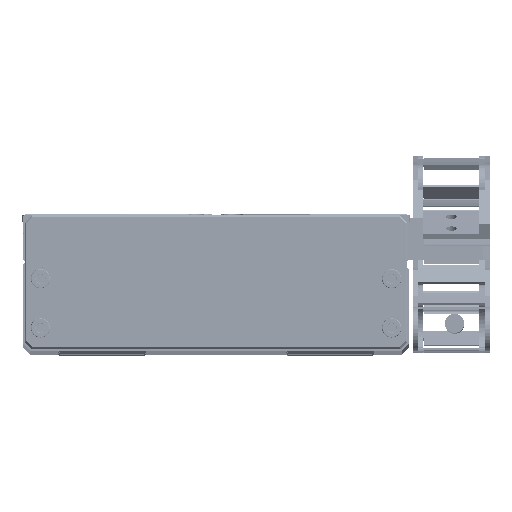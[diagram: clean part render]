
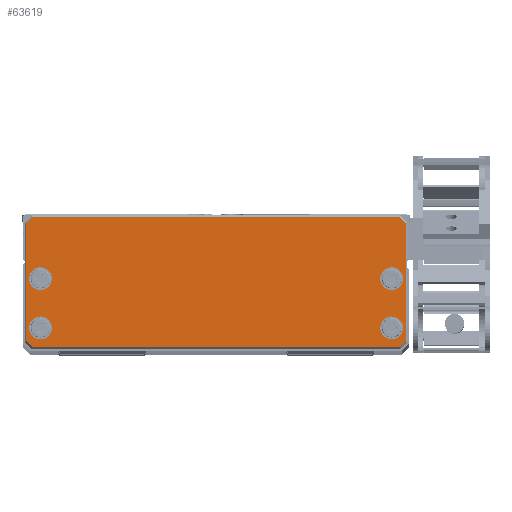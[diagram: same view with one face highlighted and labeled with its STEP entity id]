
A CAD part, top view. The second image highlights one B-rep face of the part: STEP entity #63619.
In plain terms, the highlighted planar face has unit normal (0, 0, 1).
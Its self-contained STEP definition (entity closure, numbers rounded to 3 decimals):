
#1444 = CARTESIAN_POINT ( 'NONE',  ( 0.5, -2.207, 10. ) ) ;
#3206 = AXIS2_PLACEMENT_3D ( 'NONE', #24121, #143676, #10489 ) ;
#4186 = EDGE_CURVE ( 'NONE', #127094, #14783, #40591, .T. ) ;
#5460 = VECTOR ( 'NONE', #79877, 1000. ) ;
#6564 = VECTOR ( 'NONE', #35076, 1000. ) ;
#8876 = ORIENTED_EDGE ( 'NONE', *, *, #11989, .F. ) ;
#9733 = CARTESIAN_POINT ( 'NONE',  ( 101.25, -32., 10. ) ) ;
#10227 = DIRECTION ( 'NONE',  ( 1., 0., 0. ) ) ;
#10489 = DIRECTION ( 'NONE',  ( 1., 0., 0. ) ) ;
#10982 = CARTESIAN_POINT ( 'NONE',  ( 1.354, -36.646, 10. ) ) ;
#11989 = EDGE_CURVE ( 'NONE', #100555, #77902, #52490, .T. ) ;
#14044 = CARTESIAN_POINT ( 'NONE',  ( 4.5, -32., 10. ) ) ;
#14783 = VERTEX_POINT ( 'NONE', #153082 ) ;
#15248 = AXIS2_PLACEMENT_3D ( 'NONE', #116023, #131116, #152942 ) ;
#15340 = CARTESIAN_POINT ( 'NONE',  ( 2.707, -0.5, 10. ) ) ;
#17374 = CARTESIAN_POINT ( 'NONE',  ( 104.5, -18., 10. ) ) ;
#19952 = CARTESIAN_POINT ( 'NONE',  ( 4.5, -18., 10. ) ) ;
#20849 = EDGE_CURVE ( 'NONE', #14783, #127094, #72381, .T. ) ;
#22117 = CARTESIAN_POINT ( 'NONE',  ( 2.207, -0.5, 10. ) ) ;
#22326 = ORIENTED_EDGE ( 'NONE', *, *, #95784, .T. ) ;
#23014 = CIRCLE ( 'NONE', #97227, 3.25 ) ;
#23256 = CARTESIAN_POINT ( 'NONE',  ( 2.207, -37.5, 10. ) ) ;
#24121 = CARTESIAN_POINT ( 'NONE',  ( 104.5, -18., 10. ) ) ;
#24169 = DIRECTION ( 'NONE',  ( 0., 0., 1. ) ) ;
#24393 = DIRECTION ( 'NONE',  ( 0.707, 0.707, 0. ) ) ;
#25358 = ORIENTED_EDGE ( 'NONE', *, *, #150319, .F. ) ;
#28302 = PLANE ( 'NONE',  #90578 ) ;
#28707 = EDGE_LOOP ( 'NONE', ( #8876, #114287 ) ) ;
#29894 = DIRECTION ( 'NONE',  ( 0., 0., 1. ) ) ;
#30034 = ORIENTED_EDGE ( 'NONE', *, *, #81411, .T. ) ;
#30404 = AXIS2_PLACEMENT_3D ( 'NONE', #17374, #115280, #136094 ) ;
#30952 = CARTESIAN_POINT ( 'NONE',  ( 107., -37.5, 10. ) ) ;
#31310 = CARTESIAN_POINT ( 'NONE',  ( 7.75, -32., 10. ) ) ;
#34013 = CARTESIAN_POINT ( 'NONE',  ( -17.646, -20.354, 10. ) ) ;
#35076 = DIRECTION ( 'NONE',  ( 0.707, -0.707, 0. ) ) ;
#35261 = VERTEX_POINT ( 'NONE', #96367 ) ;
#36771 = CARTESIAN_POINT ( 'NONE',  ( 0.5, -35.793, 10. ) ) ;
#37770 = VERTEX_POINT ( 'NONE', #114341 ) ;
#38536 = CARTESIAN_POINT ( 'NONE',  ( 104.5, -32., 10. ) ) ;
#38566 = VERTEX_POINT ( 'NONE', #82346 ) ;
#40591 = CIRCLE ( 'NONE', #30404, 3.25 ) ;
#42217 = ORIENTED_EDGE ( 'NONE', *, *, #152216, .T. ) ;
#42513 = CIRCLE ( 'NONE', #155255, 3.25 ) ;
#44378 = EDGE_LOOP ( 'NONE', ( #115972, #131296 ) ) ;
#44536 = EDGE_CURVE ( 'NONE', #38566, #150290, #97377, .T. ) ;
#46804 = LINE ( 'NONE', #34013, #86159 ) ;
#47364 = ORIENTED_EDGE ( 'NONE', *, *, #56280, .F. ) ;
#51340 = CARTESIAN_POINT ( 'NONE',  ( 1.25, -18., 10. ) ) ;
#51349 = CARTESIAN_POINT ( 'NONE',  ( 4.5, -32., 10. ) ) ;
#52490 = CIRCLE ( 'NONE', #142141, 3.25 ) ;
#53166 = CARTESIAN_POINT ( 'NONE',  ( 0., -38., 10. ) ) ;
#55514 = VERTEX_POINT ( 'NONE', #36771 ) ;
#55927 = CARTESIAN_POINT ( 'NONE',  ( 0.5, -36., 10. ) ) ;
#56280 = EDGE_CURVE ( 'NONE', #132571, #106868, #42513, .T. ) ;
#58193 = DIRECTION ( 'NONE',  ( 0., 0., 1. ) ) ;
#59524 = EDGE_CURVE ( 'NONE', #153230, #35261, #130539, .T. ) ;
#62586 = DIRECTION ( 'NONE',  ( 0., 0., 1. ) ) ;
#63619 = ADVANCED_FACE ( 'NONE', ( #102946, #103746, #138192, #78826, #104544 ), #28302, .T. ) ;
#64262 = DIRECTION ( 'NONE',  ( -1., 0., 0. ) ) ;
#65038 = VERTEX_POINT ( 'NONE', #133111 ) ;
#65591 = VECTOR ( 'NONE', #101126, 1000. ) ;
#66610 = LINE ( 'NONE', #15340, #117585 ) ;
#68014 = CIRCLE ( 'NONE', #73040, 3.25 ) ;
#69321 = VECTOR ( 'NONE', #119303, 1000. ) ;
#69477 = VERTEX_POINT ( 'NONE', #1444 ) ;
#72296 = DIRECTION ( 'NONE',  ( 1., 0., 0. ) ) ;
#72381 = CIRCLE ( 'NONE', #3206, 3.25 ) ;
#73040 = AXIS2_PLACEMENT_3D ( 'NONE', #38536, #62586, #123575 ) ;
#73307 = LINE ( 'NONE', #99819, #92673 ) ;
#74046 = CARTESIAN_POINT ( 'NONE',  ( 108.5, -2., 10. ) ) ;
#77600 = ORIENTED_EDGE ( 'NONE', *, *, #59524, .F. ) ;
#77902 = VERTEX_POINT ( 'NONE', #9733 ) ;
#78826 = FACE_BOUND ( 'NONE', #44378, .T. ) ;
#79273 = VERTEX_POINT ( 'NONE', #23256 ) ;
#79479 = VECTOR ( 'NONE', #155786, 1000. ) ;
#79877 = DIRECTION ( 'NONE',  ( 1., 0., 0. ) ) ;
#79968 = LINE ( 'NONE', #55927, #69321 ) ;
#81411 = EDGE_CURVE ( 'NONE', #79273, #37770, #140838, .T. ) ;
#82346 = CARTESIAN_POINT ( 'NONE',  ( 108.5, -35.793, 10. ) ) ;
#82958 = DIRECTION ( 'NONE',  ( -0.707, -0.707, 0. ) ) ;
#82976 = ORIENTED_EDGE ( 'NONE', *, *, #150533, .F. ) ;
#83269 = EDGE_CURVE ( 'NONE', #150290, #65038, #130828, .T. ) ;
#84625 = CARTESIAN_POINT ( 'NONE',  ( 104.5, -32., 10. ) ) ;
#86159 = VECTOR ( 'NONE', #82958, 1000. ) ;
#90578 = AXIS2_PLACEMENT_3D ( 'NONE', #53166, #29894, #127775 ) ;
#91965 = ORIENTED_EDGE ( 'NONE', *, *, #44536, .T. ) ;
#92673 = VECTOR ( 'NONE', #24393, 1000. ) ;
#94381 = EDGE_LOOP ( 'NONE', ( #47364, #82976 ) ) ;
#94854 = ORIENTED_EDGE ( 'NONE', *, *, #114564, .T. ) ;
#95784 = EDGE_CURVE ( 'NONE', #55514, #79273, #144967, .T. ) ;
#96367 = CARTESIAN_POINT ( 'NONE',  ( 7.75, -18., 10. ) ) ;
#97227 = AXIS2_PLACEMENT_3D ( 'NONE', #14044, #111939, #124732 ) ;
#97377 = LINE ( 'NONE', #74046, #65591 ) ;
#99819 = CARTESIAN_POINT ( 'NONE',  ( 53.146, -91.146, 10. ) ) ;
#100555 = VERTEX_POINT ( 'NONE', #112034 ) ;
#101126 = DIRECTION ( 'NONE',  ( 0., 1., 0. ) ) ;
#101225 = EDGE_CURVE ( 'NONE', #65038, #155018, #66610, .T. ) ;
#102273 = AXIS2_PLACEMENT_3D ( 'NONE', #19952, #120186, #10227 ) ;
#102946 = FACE_BOUND ( 'NONE', #105810, .T. ) ;
#103746 = FACE_BOUND ( 'NONE', #94381, .T. ) ;
#104544 = FACE_OUTER_BOUND ( 'NONE', #117112, .T. ) ;
#104934 = EDGE_CURVE ( 'NONE', #77902, #100555, #68014, .T. ) ;
#105193 = ORIENTED_EDGE ( 'NONE', *, *, #83269, .T. ) ;
#105810 = EDGE_LOOP ( 'NONE', ( #25358, #77600 ) ) ;
#106830 = CARTESIAN_POINT ( 'NONE',  ( 72.146, 34.146, 10. ) ) ;
#106868 = VERTEX_POINT ( 'NONE', #136239 ) ;
#111939 = DIRECTION ( 'NONE',  ( 0., 0., 1. ) ) ;
#112034 = CARTESIAN_POINT ( 'NONE',  ( 107.75, -32., 10. ) ) ;
#114287 = ORIENTED_EDGE ( 'NONE', *, *, #104934, .F. ) ;
#114341 = CARTESIAN_POINT ( 'NONE',  ( 106.793, -37.5, 10. ) ) ;
#114564 = EDGE_CURVE ( 'NONE', #155018, #69477, #46804, .T. ) ;
#115280 = DIRECTION ( 'NONE',  ( 0., 0., 1. ) ) ;
#115972 = ORIENTED_EDGE ( 'NONE', *, *, #20849, .F. ) ;
#116023 = CARTESIAN_POINT ( 'NONE',  ( 4.5, -18., 10. ) ) ;
#117112 = EDGE_LOOP ( 'NONE', ( #105193, #156799, #94854, #42217, #22326, #30034, #140162, #91965 ) ) ;
#117585 = VECTOR ( 'NONE', #64262, 1000. ) ;
#119303 = DIRECTION ( 'NONE',  ( 0., -1., 0. ) ) ;
#120186 = DIRECTION ( 'NONE',  ( 0., 0., 1. ) ) ;
#123152 = CARTESIAN_POINT ( 'NONE',  ( 101.25, -18., 10. ) ) ;
#123575 = DIRECTION ( 'NONE',  ( 1., 0., 0. ) ) ;
#123897 = EDGE_CURVE ( 'NONE', #37770, #38566, #73307, .T. ) ;
#124732 = DIRECTION ( 'NONE',  ( 1., 0., 0. ) ) ;
#127094 = VERTEX_POINT ( 'NONE', #123152 ) ;
#127775 = DIRECTION ( 'NONE',  ( 1., 0., 0. ) ) ;
#130383 = CIRCLE ( 'NONE', #102273, 3.25 ) ;
#130539 = CIRCLE ( 'NONE', #15248, 3.25 ) ;
#130828 = LINE ( 'NONE', #106830, #79479 ) ;
#131116 = DIRECTION ( 'NONE',  ( 0., 0., 1. ) ) ;
#131296 = ORIENTED_EDGE ( 'NONE', *, *, #4186, .F. ) ;
#132571 = VERTEX_POINT ( 'NONE', #31310 ) ;
#133111 = CARTESIAN_POINT ( 'NONE',  ( 106.793, -0.5, 10. ) ) ;
#136094 = DIRECTION ( 'NONE',  ( 1., 0., 0. ) ) ;
#136239 = CARTESIAN_POINT ( 'NONE',  ( 1.25, -32., 10. ) ) ;
#138192 = FACE_BOUND ( 'NONE', #28707, .T. ) ;
#140162 = ORIENTED_EDGE ( 'NONE', *, *, #123897, .T. ) ;
#140838 = LINE ( 'NONE', #30952, #5460 ) ;
#142141 = AXIS2_PLACEMENT_3D ( 'NONE', #84625, #58193, #156132 ) ;
#142604 = CARTESIAN_POINT ( 'NONE',  ( 108.5, -2.207, 10. ) ) ;
#143676 = DIRECTION ( 'NONE',  ( 0., 0., 1. ) ) ;
#144967 = LINE ( 'NONE', #10982, #6564 ) ;
#150290 = VERTEX_POINT ( 'NONE', #142604 ) ;
#150319 = EDGE_CURVE ( 'NONE', #35261, #153230, #130383, .T. ) ;
#150533 = EDGE_CURVE ( 'NONE', #106868, #132571, #23014, .T. ) ;
#152216 = EDGE_CURVE ( 'NONE', #69477, #55514, #79968, .T. ) ;
#152942 = DIRECTION ( 'NONE',  ( 1., 0., 0. ) ) ;
#153082 = CARTESIAN_POINT ( 'NONE',  ( 107.75, -18., 10. ) ) ;
#153230 = VERTEX_POINT ( 'NONE', #51340 ) ;
#155018 = VERTEX_POINT ( 'NONE', #22117 ) ;
#155255 = AXIS2_PLACEMENT_3D ( 'NONE', #51349, #24169, #72296 ) ;
#155786 = DIRECTION ( 'NONE',  ( -0.707, 0.707, 0. ) ) ;
#156132 = DIRECTION ( 'NONE',  ( 1., 0., 0. ) ) ;
#156799 = ORIENTED_EDGE ( 'NONE', *, *, #101225, .T. ) ;
